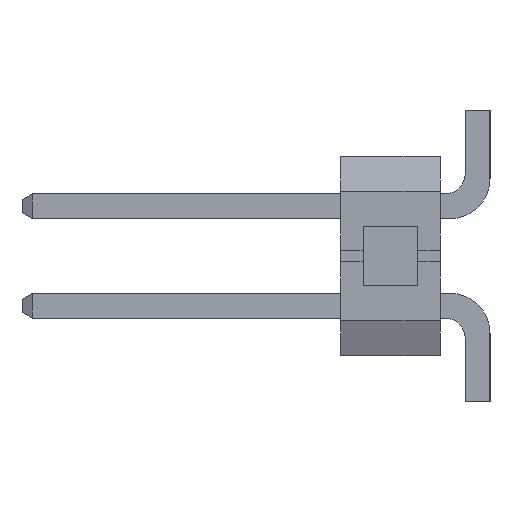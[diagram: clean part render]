
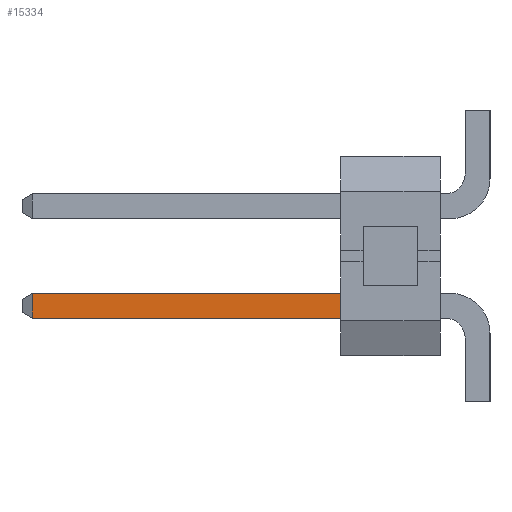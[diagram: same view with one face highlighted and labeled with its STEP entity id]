
A CAD part, left-side view. The second image highlights one B-rep face of the part: STEP entity #15334.
In plain terms, the highlighted planar face has unit normal (-1, 0, 0).
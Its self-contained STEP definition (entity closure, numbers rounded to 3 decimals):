
#754 = DIRECTION ( 'NONE',  ( 0., 0., -1. ) ) ;
#790 = EDGE_CURVE ( 'NONE', #38034, #9359, #34932, .T. ) ;
#1000 = CARTESIAN_POINT ( 'NONE',  ( -19.367, 2.667, -2.223 ) ) ;
#3279 = EDGE_CURVE ( 'NONE', #38034, #38379, #37096, .T. ) ;
#5119 = CARTESIAN_POINT ( 'NONE',  ( -19.367, 11.938, -2.223 ) ) ;
#5343 = CARTESIAN_POINT ( 'NONE',  ( -19.367, 11.678, -2.223 ) ) ;
#6893 = VECTOR ( 'NONE', #23687, 1000. ) ;
#7157 = EDGE_CURVE ( 'NONE', #15864, #38379, #11678, .T. ) ;
#8564 = VECTOR ( 'NONE', #16275, 1000. ) ;
#9359 = VERTEX_POINT ( 'NONE', #1000 ) ;
#11300 = CARTESIAN_POINT ( 'NONE',  ( -19.367, 2.667, -2.857 ) ) ;
#11678 = LINE ( 'NONE', #25928, #12134 ) ;
#12134 = VECTOR ( 'NONE', #13588, 1000. ) ;
#13228 = CARTESIAN_POINT ( 'NONE',  ( -19.367, 11.678, -3.239 ) ) ;
#13588 = DIRECTION ( 'NONE',  ( 0., 1., 0. ) ) ;
#15334 = ADVANCED_FACE ( 'NONE', ( #35791 ), #27257, .F. ) ;
#15864 = VERTEX_POINT ( 'NONE', #11300 ) ;
#16219 = AXIS2_PLACEMENT_3D ( 'NONE', #21173, #18248, #27008 ) ;
#16275 = DIRECTION ( 'NONE',  ( 0., 0., -1. ) ) ;
#17766 = ORIENTED_EDGE ( 'NONE', *, *, #7157, .F. ) ;
#17984 = LINE ( 'NONE', #31413, #31268 ) ;
#18248 = DIRECTION ( 'NONE',  ( 1., 0., 0. ) ) ;
#20156 = CARTESIAN_POINT ( 'NONE',  ( -19.367, 11.678, -2.857 ) ) ;
#21173 = CARTESIAN_POINT ( 'NONE',  ( -19.367, 1.016, -3.239 ) ) ;
#21911 = EDGE_LOOP ( 'NONE', ( #31184, #22362, #17766, #39245 ) ) ;
#22362 = ORIENTED_EDGE ( 'NONE', *, *, #3279, .T. ) ;
#23687 = DIRECTION ( 'NONE',  ( 0., -1., 0. ) ) ;
#24333 = EDGE_CURVE ( 'NONE', #9359, #15864, #17984, .T. ) ;
#25928 = CARTESIAN_POINT ( 'NONE',  ( -19.367, 1.143, -2.857 ) ) ;
#27008 = DIRECTION ( 'NONE',  ( 0., 0., -1. ) ) ;
#27257 = PLANE ( 'NONE',  #16219 ) ;
#31184 = ORIENTED_EDGE ( 'NONE', *, *, #790, .F. ) ;
#31268 = VECTOR ( 'NONE', #754, 1000. ) ;
#31413 = CARTESIAN_POINT ( 'NONE',  ( -19.367, 2.667, 0. ) ) ;
#34932 = LINE ( 'NONE', #5119, #6893 ) ;
#35791 = FACE_OUTER_BOUND ( 'NONE', #21911, .T. ) ;
#37096 = LINE ( 'NONE', #13228, #8564 ) ;
#38034 = VERTEX_POINT ( 'NONE', #5343 ) ;
#38379 = VERTEX_POINT ( 'NONE', #20156 ) ;
#39245 = ORIENTED_EDGE ( 'NONE', *, *, #24333, .F. ) ;
